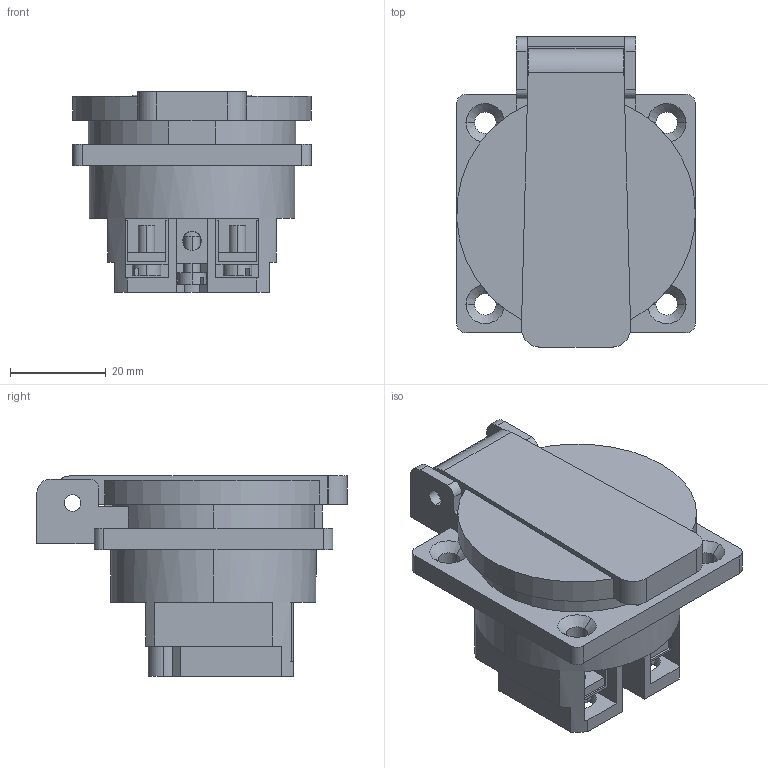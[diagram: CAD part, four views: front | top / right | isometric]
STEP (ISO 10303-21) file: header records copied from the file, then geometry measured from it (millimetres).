
FILE_DESCRIPTION (( 'STEP AP214' ), '1' );
FILE_NAME ('PSR61-016-3 Ðîçåòêà ïàíåëüíàÿ ÐÏ10-3 ñêðûòàÿ ñ çàùèòíîé êðûøêîé 2Ð+ÐÅ 16À 250Â IP44 IEK.STEP', '2017-03-30T08:11:07', ( '' ), ( '' ), 'SwSTEP 2.0', 'SolidWorks 2014', '' );
FILE_SCHEMA (( 'AUTOMOTIVE_DESIGN' ));
Length unit declared in the file: millimetre
Products named in the file (1): PSR61-016-3 Ðîçåòêà ïàíåëüíàÿ ÐÏ10-3 ñêðûòàÿ ñ çàùèòíîé êðûøêîé 2Ð+ÐÅ 16À 250Â IP44 IEK
Bounding box: 50 x 65 x 42 mm (x, y, z)
Volume: 31754.8 mm3; surface area: 26031.1 mm2
Topology: 7 solids, 7 shells, 358 faces, 948 edges, 612 vertices
Faces by surface type: plane 219, cylinder 123, cone 8, torus 4, bspline 4
Entity records: 11420 total; most frequent: CARTESIAN_POINT 2213, DIRECTION 1908, ORIENTED_EDGE 1896, EDGE_CURVE 948, VECTOR 638, LINE 638, AXIS2_PLACEMENT_3D 635, VERTEX_POINT 612
